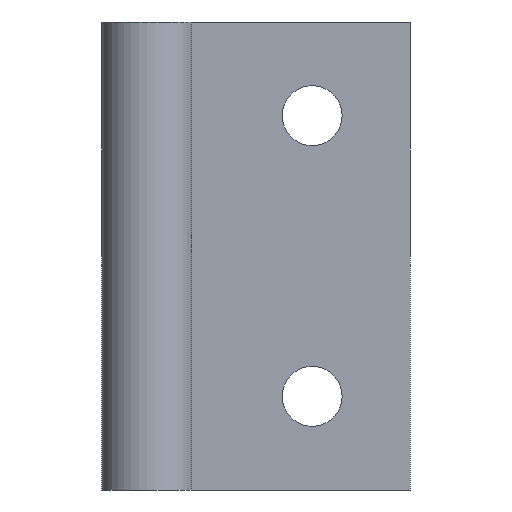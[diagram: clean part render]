
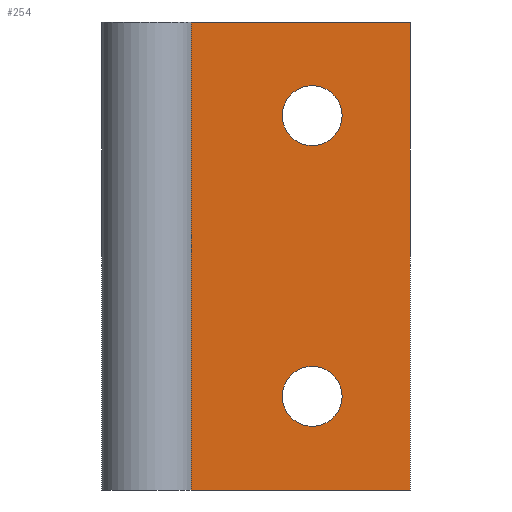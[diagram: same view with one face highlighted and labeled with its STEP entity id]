
A CAD part, front view. The second image highlights one B-rep face of the part: STEP entity #254.
In plain terms, the highlighted planar face has unit normal (0, -1, 0).
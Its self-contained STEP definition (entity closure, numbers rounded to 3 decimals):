
#12 = DIRECTION ( 'NONE',  ( 0., 0., 1. ) ) ;
#14 = VERTEX_POINT ( 'NONE', #799 ) ;
#16 = VERTEX_POINT ( 'NONE', #126 ) ;
#39 = EDGE_CURVE ( 'NONE', #74, #511, #473, .T. ) ;
#44 = ORIENTED_EDGE ( 'NONE', *, *, #188, .F. ) ;
#52 = CIRCLE ( 'NONE', #742, 3.2 ) ;
#59 = DIRECTION ( 'NONE',  ( -1., 0., 0. ) ) ;
#74 = VERTEX_POINT ( 'NONE', #249 ) ;
#99 = AXIS2_PLACEMENT_3D ( 'NONE', #233, #171, #108 ) ;
#103 = CIRCLE ( 'NONE', #469, 3.2 ) ;
#107 = DIRECTION ( 'NONE',  ( 0., 1., 0. ) ) ;
#108 = DIRECTION ( 'NONE',  ( 0., 0., 1. ) ) ;
#114 = DIRECTION ( 'NONE',  ( 0., 0., -1. ) ) ;
#122 = CARTESIAN_POINT ( 'NONE',  ( 17.5, -2., -15. ) ) ;
#124 = DIRECTION ( 'NONE',  ( 0., 0., 1. ) ) ;
#126 = CARTESIAN_POINT ( 'NONE',  ( 17.5, -2., 11.8 ) ) ;
#128 = ORIENTED_EDGE ( 'NONE', *, *, #569, .F. ) ;
#137 = VECTOR ( 'NONE', #59, 1000. ) ;
#150 = ORIENTED_EDGE ( 'NONE', *, *, #644, .F. ) ;
#160 = EDGE_LOOP ( 'NONE', ( #582, #487 ) ) ;
#161 = CARTESIAN_POINT ( 'NONE',  ( 17.5, -2., 18.2 ) ) ;
#166 = AXIS2_PLACEMENT_3D ( 'NONE', #635, #107, #566 ) ;
#171 = DIRECTION ( 'NONE',  ( 0., -1., 0. ) ) ;
#188 = EDGE_CURVE ( 'NONE', #16, #641, #366, .T. ) ;
#224 = ORIENTED_EDGE ( 'NONE', *, *, #256, .F. ) ;
#227 = CARTESIAN_POINT ( 'NONE',  ( 4.583, -2., 25. ) ) ;
#233 = CARTESIAN_POINT ( 'NONE',  ( 17.5, -2., -15. ) ) ;
#237 = CIRCLE ( 'NONE', #99, 3.2 ) ;
#239 = FACE_OUTER_BOUND ( 'NONE', #812, .T. ) ;
#247 = DIRECTION ( 'NONE',  ( 0., -1., 0. ) ) ;
#249 = CARTESIAN_POINT ( 'NONE',  ( 28., -2., -25. ) ) ;
#254 = ADVANCED_FACE ( 'NONE', ( #782, #809, #239 ), #498, .F. ) ;
#256 = EDGE_CURVE ( 'NONE', #651, #502, #743, .T. ) ;
#259 = EDGE_CURVE ( 'NONE', #641, #16, #52, .T. ) ;
#314 = CARTESIAN_POINT ( 'NONE',  ( 4.583, -2., 25. ) ) ;
#345 = ORIENTED_EDGE ( 'NONE', *, *, #259, .F. ) ;
#346 = EDGE_LOOP ( 'NONE', ( #345, #44 ) ) ;
#361 = CARTESIAN_POINT ( 'NONE',  ( 4.583, -2., -25. ) ) ;
#366 = CIRCLE ( 'NONE', #585, 3.2 ) ;
#390 = CARTESIAN_POINT ( 'NONE',  ( 17.5, -2., 15. ) ) ;
#398 = VECTOR ( 'NONE', #787, 1000. ) ;
#469 = AXIS2_PLACEMENT_3D ( 'NONE', #122, #247, #726 ) ;
#472 = LINE ( 'NONE', #227, #764 ) ;
#473 = LINE ( 'NONE', #725, #137 ) ;
#487 = ORIENTED_EDGE ( 'NONE', *, *, #709, .F. ) ;
#498 = PLANE ( 'NONE',  #166 ) ;
#502 = VERTEX_POINT ( 'NONE', #620 ) ;
#511 = VERTEX_POINT ( 'NONE', #361 ) ;
#522 = DIRECTION ( 'NONE',  ( 0., -1., 0. ) ) ;
#566 = DIRECTION ( 'NONE',  ( 0., 0., 1. ) ) ;
#569 = EDGE_CURVE ( 'NONE', #511, #651, #472, .T. ) ;
#582 = ORIENTED_EDGE ( 'NONE', *, *, #806, .F. ) ;
#585 = AXIS2_PLACEMENT_3D ( 'NONE', #607, #666, #12 ) ;
#607 = CARTESIAN_POINT ( 'NONE',  ( 17.5, -2., 15. ) ) ;
#620 = CARTESIAN_POINT ( 'NONE',  ( 28., -2., 25. ) ) ;
#635 = CARTESIAN_POINT ( 'NONE',  ( 4.583, -2., 25. ) ) ;
#641 = VERTEX_POINT ( 'NONE', #161 ) ;
#644 = EDGE_CURVE ( 'NONE', #502, #74, #763, .T. ) ;
#651 = VERTEX_POINT ( 'NONE', #791 ) ;
#659 = VERTEX_POINT ( 'NONE', #845 ) ;
#666 = DIRECTION ( 'NONE',  ( 0., -1., 0. ) ) ;
#682 = ORIENTED_EDGE ( 'NONE', *, *, #39, .F. ) ;
#709 = EDGE_CURVE ( 'NONE', #659, #14, #237, .T. ) ;
#725 = CARTESIAN_POINT ( 'NONE',  ( 4.583, -2., -25. ) ) ;
#726 = DIRECTION ( 'NONE',  ( 0., 0., 1. ) ) ;
#742 = AXIS2_PLACEMENT_3D ( 'NONE', #390, #522, #124 ) ;
#743 = LINE ( 'NONE', #314, #398 ) ;
#763 = LINE ( 'NONE', #771, #839 ) ;
#764 = VECTOR ( 'NONE', #774, 1000. ) ;
#771 = CARTESIAN_POINT ( 'NONE',  ( 28., -2., 25. ) ) ;
#774 = DIRECTION ( 'NONE',  ( 0., 0., 1. ) ) ;
#782 = FACE_BOUND ( 'NONE', #346, .T. ) ;
#787 = DIRECTION ( 'NONE',  ( 1., 0., 0. ) ) ;
#791 = CARTESIAN_POINT ( 'NONE',  ( 4.583, -2., 25. ) ) ;
#799 = CARTESIAN_POINT ( 'NONE',  ( 17.5, -2., -11.8 ) ) ;
#806 = EDGE_CURVE ( 'NONE', #14, #659, #103, .T. ) ;
#809 = FACE_BOUND ( 'NONE', #160, .T. ) ;
#812 = EDGE_LOOP ( 'NONE', ( #150, #224, #128, #682 ) ) ;
#839 = VECTOR ( 'NONE', #114, 1000. ) ;
#845 = CARTESIAN_POINT ( 'NONE',  ( 17.5, -2., -18.2 ) ) ;
